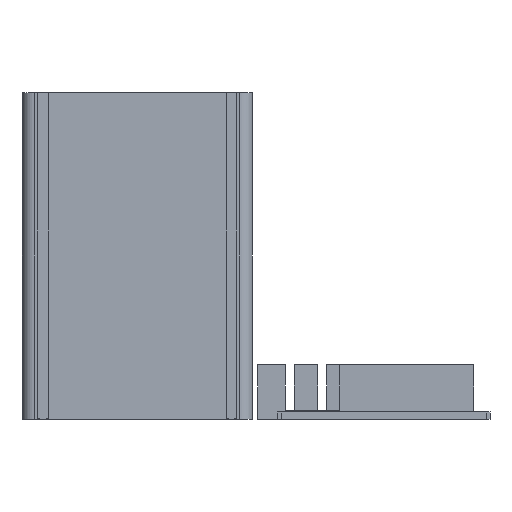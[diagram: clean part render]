
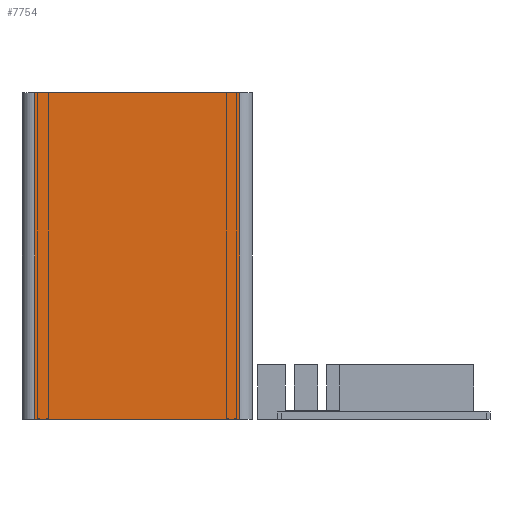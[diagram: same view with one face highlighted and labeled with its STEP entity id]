
A CAD part, front view. The second image highlights one B-rep face of the part: STEP entity #7754.
In plain terms, the highlighted planar face has unit normal (0, -1, 0).
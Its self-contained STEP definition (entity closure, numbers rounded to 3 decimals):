
#466=FACE_OUTER_BOUND('',#853,.T.);
#853=EDGE_LOOP('',(#5611,#5612,#5613,#5614));
#1403=LINE('',#10919,#2241);
#1554=LINE('',#11243,#2392);
#1589=LINE('',#11320,#2427);
#1590=LINE('',#11322,#2428);
#2241=VECTOR('',#8757,10.);
#2392=VECTOR('',#8996,10.);
#2427=VECTOR('',#9107,10.);
#2428=VECTOR('',#9110,10.);
#3356=VERTEX_POINT('',#10916);
#3357=VERTEX_POINT('',#10918);
#3480=VERTEX_POINT('',#11229);
#3486=VERTEX_POINT('',#11241);
#4098=EDGE_CURVE('',#3356,#3357,#1403,.T.);
#4260=EDGE_CURVE('',#3480,#3486,#1554,.T.);
#4299=EDGE_CURVE('',#3486,#3357,#1589,.T.);
#4300=EDGE_CURVE('',#3480,#3356,#1590,.T.);
#5611=ORIENTED_EDGE('',*,*,#4260,.T.);
#5612=ORIENTED_EDGE('',*,*,#4299,.T.);
#5613=ORIENTED_EDGE('',*,*,#4098,.F.);
#5614=ORIENTED_EDGE('',*,*,#4300,.F.);
#7500=PLANE('',#8174);
#7754=ADVANCED_FACE('',(#466),#7500,.T.);
#8174=AXIS2_PLACEMENT_3D('',#11321,#9108,#9109);
#8757=DIRECTION('',(1.,0.,0.));
#8996=DIRECTION('',(1.,0.,0.));
#9107=DIRECTION('',(0.,0.,1.));
#9108=DIRECTION('center_axis',(0.,-1.,0.));
#9109=DIRECTION('ref_axis',(1.,0.,0.));
#9110=DIRECTION('',(0.,0.,1.));
#10916=CARTESIAN_POINT('',(7.,0.,180.));
#10918=CARTESIAN_POINT('',(120.,0.,180.));
#10919=CARTESIAN_POINT('',(7.,0.,180.));
#11229=CARTESIAN_POINT('',(7.,0.,0.));
#11241=CARTESIAN_POINT('',(120.,0.,0.));
#11243=CARTESIAN_POINT('',(7.,0.,0.));
#11320=CARTESIAN_POINT('',(120.,0.,0.));
#11321=CARTESIAN_POINT('Origin',(7.,0.,0.));
#11322=CARTESIAN_POINT('',(7.,0.,0.));
